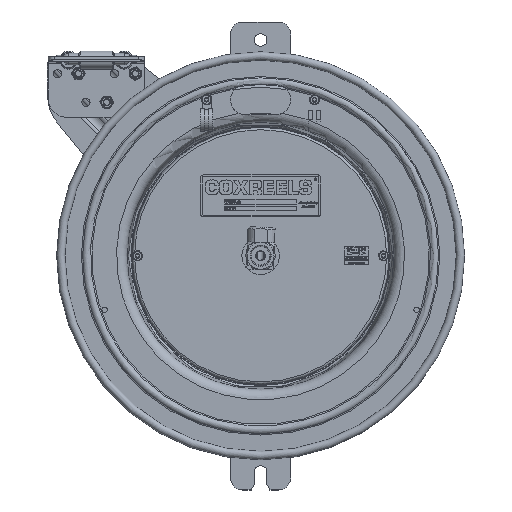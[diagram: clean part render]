
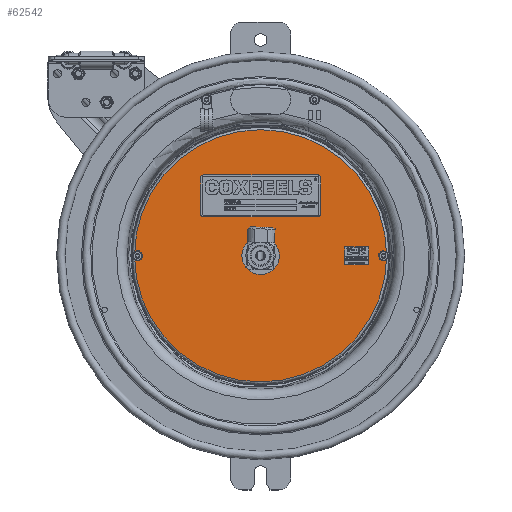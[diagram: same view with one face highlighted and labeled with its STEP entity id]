
A CAD part, top view. The second image highlights one B-rep face of the part: STEP entity #62542.
In plain terms, the highlighted planar face has unit normal (0, 0, 1).
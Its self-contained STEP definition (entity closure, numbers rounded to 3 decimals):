
#712=FACE_BOUND('',#8187,.T.);
#713=FACE_BOUND('',#8188,.T.);
#714=FACE_BOUND('',#8189,.T.);
#5592=FACE_OUTER_BOUND('',#8186,.T.);
#8186=EDGE_LOOP('',(#51211,#51212));
#8187=EDGE_LOOP('',(#51213));
#8188=EDGE_LOOP('',(#51214));
#8189=EDGE_LOOP('',(#51215));
#23244=CIRCLE('',#66488,5.255);
#23245=CIRCLE('',#66489,5.255);
#23249=CIRCLE('',#66494,0.1);
#23250=CIRCLE('',#66495,0.1);
#23251=CIRCLE('',#66496,0.65);
#27801=VERTEX_POINT('',#99752);
#27802=VERTEX_POINT('',#99753);
#27805=VERTEX_POINT('',#99762);
#27806=VERTEX_POINT('',#99764);
#27807=VERTEX_POINT('',#99766);
#37353=EDGE_CURVE('',#27801,#27802,#23244,.T.);
#37354=EDGE_CURVE('',#27802,#27801,#23245,.T.);
#37358=EDGE_CURVE('',#27805,#27805,#23249,.T.);
#37359=EDGE_CURVE('',#27806,#27806,#23250,.T.);
#37360=EDGE_CURVE('',#27807,#27807,#23251,.T.);
#51211=ORIENTED_EDGE('',*,*,#37353,.T.);
#51212=ORIENTED_EDGE('',*,*,#37354,.T.);
#51213=ORIENTED_EDGE('',*,*,#37358,.T.);
#51214=ORIENTED_EDGE('',*,*,#37359,.T.);
#51215=ORIENTED_EDGE('',*,*,#37360,.T.);
#58047=PLANE('',#66493);
#62542=ADVANCED_FACE('',(#5592,#712,#713,#714),#58047,.T.);
#66488=AXIS2_PLACEMENT_3D('',#99754,#76128,#76129);
#66489=AXIS2_PLACEMENT_3D('',#99755,#76130,#76131);
#66493=AXIS2_PLACEMENT_3D('',#99761,#76138,#76139);
#66494=AXIS2_PLACEMENT_3D('',#99763,#76140,#76141);
#66495=AXIS2_PLACEMENT_3D('',#99765,#76142,#76143);
#66496=AXIS2_PLACEMENT_3D('',#99767,#76144,#76145);
#76128=DIRECTION('center_axis',(0.,0.,
1.));
#76129=DIRECTION('ref_axis',(0.,1.,0.));
#76130=DIRECTION('center_axis',(0.,0.,
1.));
#76131=DIRECTION('ref_axis',(0.,1.,0.));
#76138=DIRECTION('center_axis',(0.,0.,
1.));
#76139=DIRECTION('ref_axis',(1.,0.,0.));
#76140=DIRECTION('center_axis',(0.,0.,
-1.));
#76141=DIRECTION('ref_axis',(0.,1.,0.));
#76142=DIRECTION('center_axis',(0.,0.,
-1.));
#76143=DIRECTION('ref_axis',(0.,1.,0.));
#76144=DIRECTION('center_axis',(0.,0.,
-1.));
#76145=DIRECTION('ref_axis',(0.,-1.,0.));
#99752=CARTESIAN_POINT('',(0.,5.255,3.129));
#99753=CARTESIAN_POINT('',(-5.255,0.,3.129));
#99754=CARTESIAN_POINT('Origin',(0.,0.,
3.129));
#99755=CARTESIAN_POINT('Origin',(0.,0.,
3.129));
#99761=CARTESIAN_POINT('Origin',(0.,2.627,
3.129));
#99762=CARTESIAN_POINT('',(5.125,0.1,3.129));
#99763=CARTESIAN_POINT('Origin',(5.125,0.,
3.129));
#99764=CARTESIAN_POINT('',(-5.125,0.1,3.129));
#99765=CARTESIAN_POINT('Origin',(-5.125,0.,
3.129));
#99766=CARTESIAN_POINT('',(0.,0.65,3.129));
#99767=CARTESIAN_POINT('Origin',(0.,0.,
3.129));
